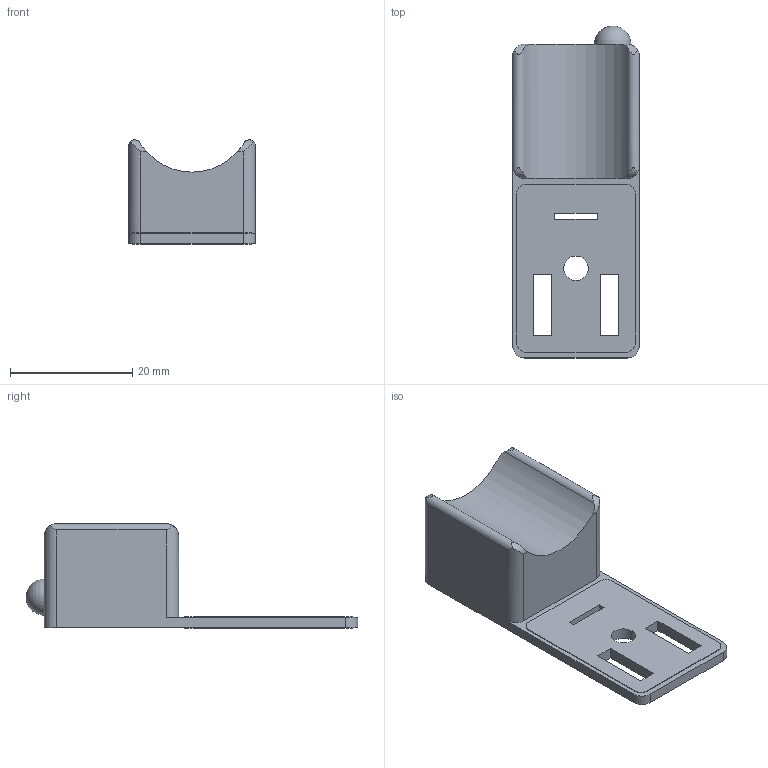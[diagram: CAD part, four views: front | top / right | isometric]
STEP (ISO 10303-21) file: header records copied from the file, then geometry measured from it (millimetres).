
FILE_DESCRIPTION(/* description */ ('STEP AP214'),/* implementation_level */ '2;1');
FILE_NAME(/* name */ '12610_MFLZ-24DC_AC',/* time_stamp */ '2024-09-05T10:21:58+02:00',/* author */ ('License CC BY-ND 4.0'),/* organization */ ('CADENAS'),/* preprocessor_version */ 'ST-DEVELOPER v19.3',/* originating_system */ 'PARTsolutions',/* authorisation */ ' ');
FILE_SCHEMA (('AUTOMOTIVE_DESIGN {1 0 10303 214 3 1 1}'));
Length unit declared in the file: millimetre
Products named in the file (1): 12610 MFLZ-24
Bounding box: 20.8 x 54.4 x 17.09 mm (x, y, z)
Volume: 7291.3 mm3; surface area: 3593.5 mm2
Topology: 1 solids, 1 shells, 53 faces, 148 edges, 98 vertices
Faces by surface type: plane 29, cylinder 23, sphere 1
Full cylindrical faces by diameter (mm): 4 x1
Entity records: 2133 total; most frequent: CARTESIAN_POINT 370, ORIENTED_EDGE 288, DIRECTION 273, EDGE_CURVE 144, LINE 97, VECTOR 97, VERTEX_POINT 96, AXIS2_PLACEMENT_3D 88
